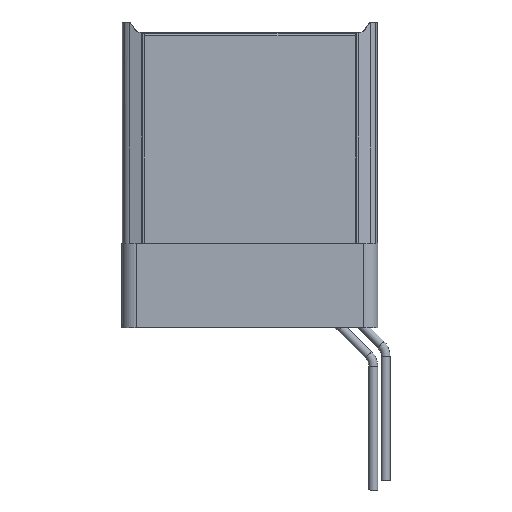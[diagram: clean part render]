
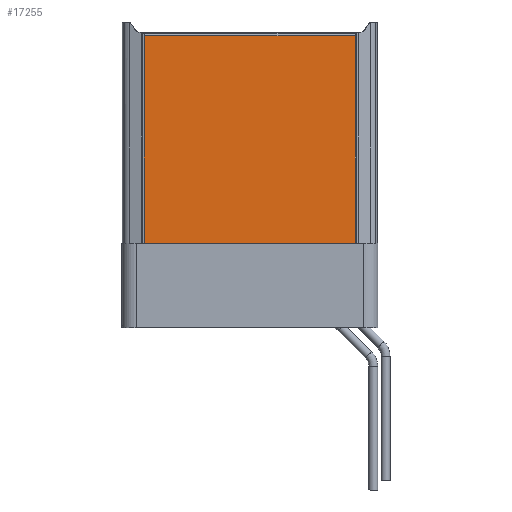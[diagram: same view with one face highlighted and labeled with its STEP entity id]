
A CAD part, front view. The second image highlights one B-rep face of the part: STEP entity #17255.
In plain terms, the highlighted planar face has unit normal (0, -1, 0).
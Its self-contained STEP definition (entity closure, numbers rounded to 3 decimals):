
#2138 = CARTESIAN_POINT ( 'NONE',  ( -15.5, -2.535, 0. ) ) ;
#5232 = EDGE_CURVE ( 'NONE', #10403, #19605, #6779, .T. ) ;
#6660 = LINE ( 'NONE', #15726, #17258 ) ;
#6779 = LINE ( 'NONE', #15846, #27481 ) ;
#7746 = ORIENTED_EDGE ( 'NONE', *, *, #5232, .F. ) ;
#9509 = VERTEX_POINT ( 'NONE', #27494 ) ;
#10403 = VERTEX_POINT ( 'NONE', #17547 ) ;
#10908 = EDGE_CURVE ( 'NONE', #9509, #10403, #6660, .T. ) ;
#11089 = EDGE_CURVE ( 'NONE', #19605, #23981, #12579, .T. ) ;
#11352 = CARTESIAN_POINT ( 'NONE',  ( -12.817, -2.535, 0. ) ) ;
#12579 = LINE ( 'NONE', #12735, #23370 ) ;
#12735 = CARTESIAN_POINT ( 'NONE',  ( -15.5, -2.535, 6.7 ) ) ;
#12983 = DIRECTION ( 'NONE',  ( 0., -1., 0. ) ) ;
#13351 = VECTOR ( 'NONE', #16620, 1000. ) ;
#13739 = CARTESIAN_POINT ( 'NONE',  ( 12.817, -2.535, 6.7 ) ) ;
#15460 = ORIENTED_EDGE ( 'NONE', *, *, #28120, .F. ) ;
#15726 = CARTESIAN_POINT ( 'NONE',  ( -0.901, -2.535, 35.25 ) ) ;
#15846 = CARTESIAN_POINT ( 'NONE',  ( 12.817, -2.535, 0. ) ) ;
#15989 = DIRECTION ( 'NONE',  ( 0., 0., -1. ) ) ;
#16620 = DIRECTION ( 'NONE',  ( 0., 0., 1. ) ) ;
#17255 = ADVANCED_FACE ( 'NONE', ( #28410 ), #17263, .T. ) ;
#17258 = VECTOR ( 'NONE', #24741, 1000. ) ;
#17263 = PLANE ( 'NONE',  #25263 ) ;
#17547 = CARTESIAN_POINT ( 'NONE',  ( 12.817, -2.535, 35.25 ) ) ;
#19054 = ORIENTED_EDGE ( 'NONE', *, *, #10908, .F. ) ;
#19605 = VERTEX_POINT ( 'NONE', #13739 ) ;
#19854 = ORIENTED_EDGE ( 'NONE', *, *, #11089, .F. ) ;
#21730 = DIRECTION ( 'NONE',  ( -1., 0., 0. ) ) ;
#22444 = LINE ( 'NONE', #11352, #13351 ) ;
#23370 = VECTOR ( 'NONE', #21730, 1000. ) ;
#23981 = VERTEX_POINT ( 'NONE', #24012 ) ;
#24012 = CARTESIAN_POINT ( 'NONE',  ( -12.817, -2.535, 6.7 ) ) ;
#24435 = EDGE_LOOP ( 'NONE', ( #19054, #15460, #19854, #7746 ) ) ;
#24741 = DIRECTION ( 'NONE',  ( 1., 0., 0. ) ) ;
#25263 = AXIS2_PLACEMENT_3D ( 'NONE', #2138, #12983, #26926 ) ;
#26926 = DIRECTION ( 'NONE',  ( 0., 0., -1. ) ) ;
#27481 = VECTOR ( 'NONE', #15989, 1000. ) ;
#27494 = CARTESIAN_POINT ( 'NONE',  ( -12.817, -2.535, 35.25 ) ) ;
#28120 = EDGE_CURVE ( 'NONE', #23981, #9509, #22444, .T. ) ;
#28410 = FACE_OUTER_BOUND ( 'NONE', #24435, .T. ) ;
